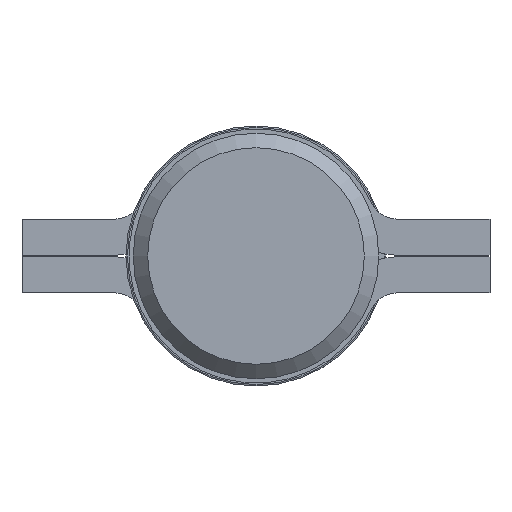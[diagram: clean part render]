
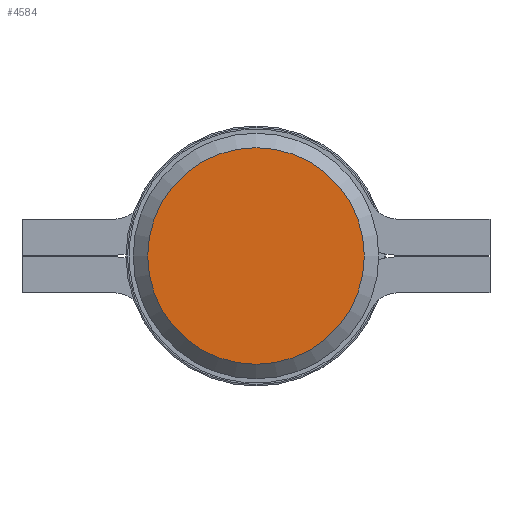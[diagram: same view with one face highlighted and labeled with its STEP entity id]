
A CAD part, front view. The second image highlights one B-rep face of the part: STEP entity #4584.
In plain terms, the highlighted planar face has unit normal (0, -1, 0).
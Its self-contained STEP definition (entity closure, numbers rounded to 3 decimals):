
#1364 = DIRECTION ( 'NONE',  ( 0., 0., 1. ) ) ;
#1564 = EDGE_LOOP ( 'NONE', ( #6213 ) ) ;
#1732 = CARTESIAN_POINT ( 'NONE',  ( 0., -87., 0. ) ) ;
#3057 = CARTESIAN_POINT ( 'NONE',  ( 0., -87., 0. ) ) ;
#3360 = AXIS2_PLACEMENT_3D ( 'NONE', #3057, #5741, #1364 ) ;
#3415 = DIRECTION ( 'NONE',  ( 0., -1., 0. ) ) ;
#3751 = FACE_OUTER_BOUND ( 'NONE', #1564, .T. ) ;
#4244 = CIRCLE ( 'NONE', #10737, 7.5 ) ;
#4584 = ADVANCED_FACE ( 'NONE', ( #3751 ), #8449, .F. ) ;
#5594 = VERTEX_POINT ( 'NONE', #6942 ) ;
#5741 = DIRECTION ( 'NONE',  ( 0., 1., 0. ) ) ;
#6213 = ORIENTED_EDGE ( 'NONE', *, *, #11487, .T. ) ;
#6942 = CARTESIAN_POINT ( 'NONE',  ( 0., -87., 7.5 ) ) ;
#8449 = PLANE ( 'NONE',  #3360 ) ;
#10737 = AXIS2_PLACEMENT_3D ( 'NONE', #1732, #3415, #11359 ) ;
#11359 = DIRECTION ( 'NONE',  ( 0., 0., 1. ) ) ;
#11487 = EDGE_CURVE ( 'NONE', #5594, #5594, #4244, .T. ) ;
